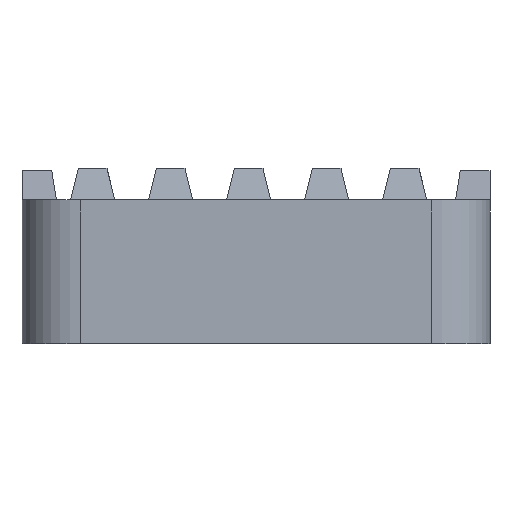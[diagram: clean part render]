
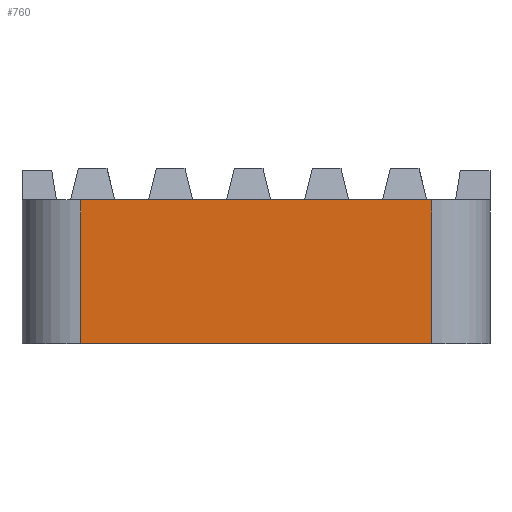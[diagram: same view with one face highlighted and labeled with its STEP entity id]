
A CAD part, front view. The second image highlights one B-rep face of the part: STEP entity #760.
In plain terms, the highlighted planar face has unit normal (0, -1, 0).
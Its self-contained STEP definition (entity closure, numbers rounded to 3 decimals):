
#740=AXIS2_PLACEMENT_3D('Plane Axis2P3D',#737,#738,#739) ;
#135=CARTESIAN_POINT('Vertex',(315.75,-24.,949.75)) ;
#138=CARTESIAN_POINT('Line Origine',(333.75,-24.,949.75)) ;
#142=CARTESIAN_POINT('Vertex',(351.75,-24.,949.75)) ;
#722=CARTESIAN_POINT('Vertex',(315.75,-24.,935.)) ;
#725=CARTESIAN_POINT('Line Origine',(315.75,-24.,942.375)) ;
#737=CARTESIAN_POINT('Axis2P3D Location',(351.75,-24.,935.)) ;
#742=CARTESIAN_POINT('Line Origine',(333.75,-24.,935.)) ;
#746=CARTESIAN_POINT('Vertex',(351.75,-24.,935.)) ;
#749=CARTESIAN_POINT('Line Origine',(351.75,-24.,942.375)) ;
#139=DIRECTION('Vector Direction',(-1.,0.,0.)) ;
#726=DIRECTION('Vector Direction',(0.,0.,1.)) ;
#738=DIRECTION('Axis2P3D Direction',(0.,1.,0.)) ;
#739=DIRECTION('Axis2P3D XDirection',(-1.,0.,-0.)) ;
#743=DIRECTION('Vector Direction',(-1.,0.,0.)) ;
#750=DIRECTION('Vector Direction',(0.,0.,1.)) ;
#140=VECTOR('Line Direction',#139,1.) ;
#727=VECTOR('Line Direction',#726,1.) ;
#744=VECTOR('Line Direction',#743,1.) ;
#751=VECTOR('Line Direction',#750,1.) ;
#755=ORIENTED_EDGE('',*,*,#729,.F.) ;
#756=ORIENTED_EDGE('',*,*,#748,.T.) ;
#757=ORIENTED_EDGE('',*,*,#753,.T.) ;
#758=ORIENTED_EDGE('',*,*,#144,.F.) ;
#760=ADVANCED_FACE('PartBody',(#759),#741,.F.) ;
#144=EDGE_CURVE('',#136,#143,#141,.F.) ;
#729=EDGE_CURVE('',#723,#136,#728,.T.) ;
#748=EDGE_CURVE('',#723,#747,#745,.F.) ;
#753=EDGE_CURVE('',#747,#143,#752,.T.) ;
#754=EDGE_LOOP('',(#755,#756,#757,#758)) ;
#759=FACE_OUTER_BOUND('',#754,.T.) ;
#141=LINE('Line',#138,#140) ;
#728=LINE('Line',#725,#727) ;
#745=LINE('Line',#742,#744) ;
#752=LINE('Line',#749,#751) ;
#741=PLANE('',#740) ;
#136=VERTEX_POINT('',#135) ;
#143=VERTEX_POINT('',#142) ;
#723=VERTEX_POINT('',#722) ;
#747=VERTEX_POINT('',#746) ;
